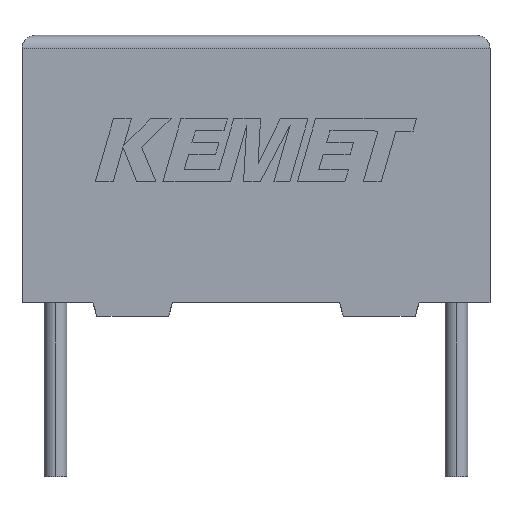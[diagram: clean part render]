
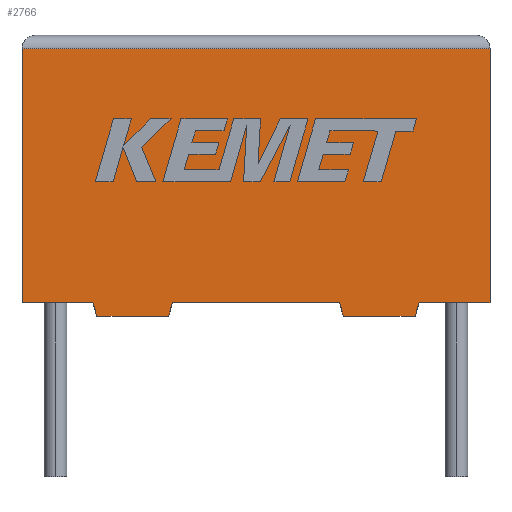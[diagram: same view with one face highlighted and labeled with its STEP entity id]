
A CAD part, top view. The second image highlights one B-rep face of the part: STEP entity #2766.
In plain terms, the highlighted planar face has unit normal (0, 0, 1).
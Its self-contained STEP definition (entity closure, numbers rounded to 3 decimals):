
#23 = VECTOR ( 'NONE', #205, 1000. ) ;
#39 = LINE ( 'NONE', #1182, #1914 ) ;
#52 = VERTEX_POINT ( 'NONE', #837 ) ;
#120 = VECTOR ( 'NONE', #1753, 1000. ) ;
#144 = LINE ( 'NONE', #1716, #23 ) ;
#148 = CARTESIAN_POINT ( 'NONE',  ( 14.85, 0., 4.5 ) ) ;
#169 = ORIENTED_EDGE ( 'NONE', *, *, #3220, .T. ) ;
#181 = VECTOR ( 'NONE', #1512, 1000. ) ;
#205 = DIRECTION ( 'NONE',  ( 1., 0., 0. ) ) ;
#220 = CARTESIAN_POINT ( 'NONE',  ( 14.7, -0.5, 4.5 ) ) ;
#249 = ORIENTED_EDGE ( 'NONE', *, *, #3076, .F. ) ;
#288 = VECTOR ( 'NONE', #1642, 1000. ) ;
#315 = EDGE_CURVE ( 'NONE', #835, #2598, #1336, .T. ) ;
#427 = CARTESIAN_POINT ( 'NONE',  ( 2.65, 0., 4.5 ) ) ;
#441 = VERTEX_POINT ( 'NONE', #1099 ) ;
#454 = VECTOR ( 'NONE', #1444, 1000. ) ;
#573 = CARTESIAN_POINT ( 'NONE',  ( 5.478, -0.5, 4.5 ) ) ;
#671 = DIRECTION ( 'NONE',  ( 0., -1., 0. ) ) ;
#769 = FACE_OUTER_BOUND ( 'NONE', #2323, .T. ) ;
#773 = CARTESIAN_POINT ( 'NONE',  ( 14.7, -0.5, 4.5 ) ) ;
#814 = CARTESIAN_POINT ( 'NONE',  ( 12.023, -0.5, 4.5 ) ) ;
#833 = CARTESIAN_POINT ( 'NONE',  ( 0., 0., 4.5 ) ) ;
#835 = VERTEX_POINT ( 'NONE', #1243 ) ;
#837 = CARTESIAN_POINT ( 'NONE',  ( 12.023, -0.5, 4.5 ) ) ;
#883 = EDGE_CURVE ( 'NONE', #1414, #52, #1834, .T. ) ;
#885 = CARTESIAN_POINT ( 'NONE',  ( 0., 9.5, 4.5 ) ) ;
#924 = DIRECTION ( 'NONE',  ( -1., 0., 0. ) ) ;
#928 = CARTESIAN_POINT ( 'NONE',  ( 0., 9.5, 4.5 ) ) ;
#933 = LINE ( 'NONE', #814, #1714 ) ;
#986 = LINE ( 'NONE', #1441, #1248 ) ;
#1018 = VECTOR ( 'NONE', #2060, 1000. ) ;
#1099 = CARTESIAN_POINT ( 'NONE',  ( 5.628, 0., 4.5 ) ) ;
#1107 = CARTESIAN_POINT ( 'NONE',  ( 17.5, 0., 4.5 ) ) ;
#1128 = LINE ( 'NONE', #1529, #181 ) ;
#1163 = LINE ( 'NONE', #1659, #2217 ) ;
#1182 = CARTESIAN_POINT ( 'NONE',  ( 0., 0., 4.5 ) ) ;
#1190 = VERTEX_POINT ( 'NONE', #2896 ) ;
#1201 = CARTESIAN_POINT ( 'NONE',  ( 0., 0., 4.5 ) ) ;
#1210 = DIRECTION ( 'NONE',  ( -1., 0., 0. ) ) ;
#1243 = CARTESIAN_POINT ( 'NONE',  ( 17.5, 9.5, 4.5 ) ) ;
#1248 = VECTOR ( 'NONE', #2692, 1000. ) ;
#1262 = EDGE_CURVE ( 'NONE', #2921, #3194, #986, .T. ) ;
#1275 = EDGE_CURVE ( 'NONE', #2598, #1721, #39, .T. ) ;
#1336 = LINE ( 'NONE', #885, #2684 ) ;
#1414 = VERTEX_POINT ( 'NONE', #773 ) ;
#1441 = CARTESIAN_POINT ( 'NONE',  ( 2.8, -0.5, 4.5 ) ) ;
#1444 = DIRECTION ( 'NONE',  ( 0.287, -0.958, 0. ) ) ;
#1505 = ORIENTED_EDGE ( 'NONE', *, *, #2466, .T. ) ;
#1512 = DIRECTION ( 'NONE',  ( 1., 0., 0. ) ) ;
#1520 = VERTEX_POINT ( 'NONE', #1107 ) ;
#1529 = CARTESIAN_POINT ( 'NONE',  ( 0., 0., 4.5 ) ) ;
#1642 = DIRECTION ( 'NONE',  ( -0.287, -0.958, 0. ) ) ;
#1659 = CARTESIAN_POINT ( 'NONE',  ( 17.5, 0., 4.5 ) ) ;
#1670 = LINE ( 'NONE', #3148, #2505 ) ;
#1683 = ORIENTED_EDGE ( 'NONE', *, *, #2021, .F. ) ;
#1714 = VECTOR ( 'NONE', #2882, 1000. ) ;
#1716 = CARTESIAN_POINT ( 'NONE',  ( 0., 0., 4.5 ) ) ;
#1721 = VERTEX_POINT ( 'NONE', #833 ) ;
#1727 = PLANE ( 'NONE',  #1987 ) ;
#1750 = ORIENTED_EDGE ( 'NONE', *, *, #1275, .T. ) ;
#1751 = CARTESIAN_POINT ( 'NONE',  ( 2.8, -0.5, 4.5 ) ) ;
#1753 = DIRECTION ( 'NONE',  ( -1., 0., 0. ) ) ;
#1834 = LINE ( 'NONE', #220, #120 ) ;
#1837 = ORIENTED_EDGE ( 'NONE', *, *, #2592, .T. ) ;
#1856 = LINE ( 'NONE', #2130, #288 ) ;
#1914 = VECTOR ( 'NONE', #671, 1000. ) ;
#1952 = EDGE_CURVE ( 'NONE', #3194, #441, #3095, .T. ) ;
#1970 = ORIENTED_EDGE ( 'NONE', *, *, #315, .T. ) ;
#1977 = DIRECTION ( 'NONE',  ( 1., 0., 0. ) ) ;
#1987 = AXIS2_PLACEMENT_3D ( 'NONE', #1201, #2965, #1210 ) ;
#2019 = VERTEX_POINT ( 'NONE', #3116 ) ;
#2021 = EDGE_CURVE ( 'NONE', #52, #2019, #933, .T. ) ;
#2060 = DIRECTION ( 'NONE',  ( 0.287, 0.958, 0. ) ) ;
#2107 = ORIENTED_EDGE ( 'NONE', *, *, #2725, .T. ) ;
#2119 = ORIENTED_EDGE ( 'NONE', *, *, #1952, .T. ) ;
#2130 = CARTESIAN_POINT ( 'NONE',  ( 14.85, 0., 4.5 ) ) ;
#2201 = CARTESIAN_POINT ( 'NONE',  ( 5.478, -0.5, 4.5 ) ) ;
#2217 = VECTOR ( 'NONE', #2395, 1000. ) ;
#2240 = VERTEX_POINT ( 'NONE', #148 ) ;
#2323 = EDGE_LOOP ( 'NONE', ( #1837, #1970, #1750, #2107, #169, #3147, #2119, #2343, #1683, #2915, #249, #1505 ) ) ;
#2343 = ORIENTED_EDGE ( 'NONE', *, *, #2673, .T. ) ;
#2395 = DIRECTION ( 'NONE',  ( 0., 1., 0. ) ) ;
#2466 = EDGE_CURVE ( 'NONE', #2240, #1520, #1128, .T. ) ;
#2505 = VECTOR ( 'NONE', #1977, 1000. ) ;
#2592 = EDGE_CURVE ( 'NONE', #1520, #835, #1163, .T. ) ;
#2598 = VERTEX_POINT ( 'NONE', #928 ) ;
#2673 = EDGE_CURVE ( 'NONE', #441, #2019, #1670, .T. ) ;
#2684 = VECTOR ( 'NONE', #924, 1000. ) ;
#2692 = DIRECTION ( 'NONE',  ( 1., 0., 0. ) ) ;
#2725 = EDGE_CURVE ( 'NONE', #1721, #1190, #144, .T. ) ;
#2766 = ADVANCED_FACE ( 'NONE', ( #769 ), #1727, .F. ) ;
#2882 = DIRECTION ( 'NONE',  ( -0.287, 0.958, 0. ) ) ;
#2896 = CARTESIAN_POINT ( 'NONE',  ( 2.65, 0., 4.5 ) ) ;
#2915 = ORIENTED_EDGE ( 'NONE', *, *, #883, .F. ) ;
#2921 = VERTEX_POINT ( 'NONE', #1751 ) ;
#2965 = DIRECTION ( 'NONE',  ( 0., 0., -1. ) ) ;
#3076 = EDGE_CURVE ( 'NONE', #2240, #1414, #1856, .T. ) ;
#3095 = LINE ( 'NONE', #573, #1018 ) ;
#3116 = CARTESIAN_POINT ( 'NONE',  ( 11.873, 0., 4.5 ) ) ;
#3147 = ORIENTED_EDGE ( 'NONE', *, *, #1262, .T. ) ;
#3148 = CARTESIAN_POINT ( 'NONE',  ( 0., 0., 4.5 ) ) ;
#3194 = VERTEX_POINT ( 'NONE', #2201 ) ;
#3200 = LINE ( 'NONE', #427, #454 ) ;
#3220 = EDGE_CURVE ( 'NONE', #1190, #2921, #3200, .T. ) ;
